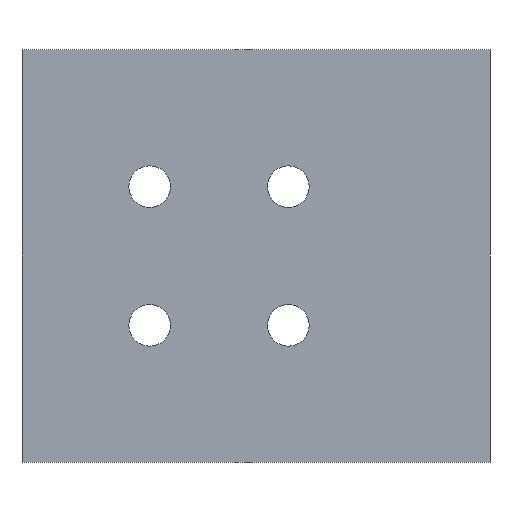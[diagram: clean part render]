
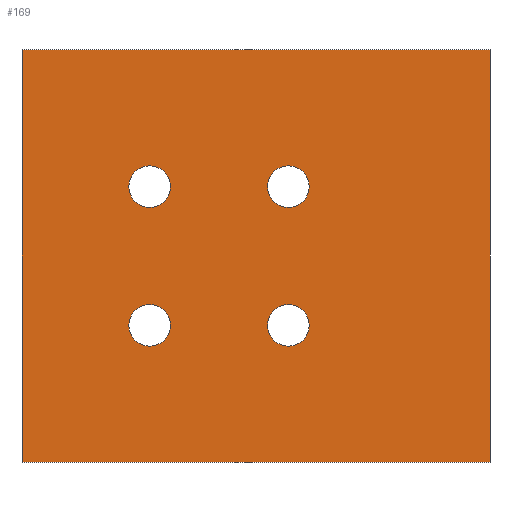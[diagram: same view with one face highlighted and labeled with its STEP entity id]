
A CAD part, front view. The second image highlights one B-rep face of the part: STEP entity #169.
In plain terms, the highlighted planar face has unit normal (0, -1, 0).
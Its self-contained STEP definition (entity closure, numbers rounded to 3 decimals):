
#101 = VERTEX_POINT( '', #267 );
#103 = VERTEX_POINT( '', #269 );
#109 = VERTEX_POINT( '', #275 );
#119 = VERTEX_POINT( '', #285 );
#133 = EDGE_CURVE( '', #119, #101, #301, .T. );
#155 = EDGE_CURVE( '', #189, #109, #324, .T. );
#159 = VERTEX_POINT( '', #328 );
#169 = ADVANCED_FACE( '', ( #341, #342, #343, #344, #345 ), #346, .F. );
#171 = VERTEX_POINT( '', #348 );
#173 = EDGE_CURVE( '', #171, #215, #350, .T. );
#179 = EDGE_CURVE( '', #233, #185, #356, .T. );
#183 = VERTEX_POINT( '', #360 );
#185 = VERTEX_POINT( '', #362 );
#187 = EDGE_CURVE( '', #109, #171, #364, .T. );
#189 = VERTEX_POINT( '', #366 );
#193 = EDGE_CURVE( '', #215, #189, #370, .T. );
#197 = VERTEX_POINT( '', #375 );
#201 = EDGE_CURVE( '', #101, #119, #380, .T. );
#209 = EDGE_CURVE( '', #183, #103, #390, .T. );
#211 = EDGE_CURVE( '', #103, #183, #392, .T. );
#213 = EDGE_CURVE( '', #159, #197, #394, .T. );
#215 = VERTEX_POINT( '', #396 );
#219 = EDGE_CURVE( '', #197, #159, #400, .T. );
#233 = VERTEX_POINT( '', #415 );
#247 = EDGE_CURVE( '', #185, #233, #435, .T. );
#267 = CARTESIAN_POINT( '', ( -13.75, 0., 7.5 ) );
#269 = CARTESIAN_POINT( '', ( 5.75, 0., 7.5 ) );
#275 = CARTESIAN_POINT( '', ( 25.3, 0., 22.3 ) );
#285 = CARTESIAN_POINT( '', ( -9.25, 0., 7.5 ) );
#301 = CIRCLE( '', #488, 2.25 );
#324 = LINE( '', #521, #522 );
#328 = CARTESIAN_POINT( '', ( 5.75, 0., -7.5 ) );
#341 = FACE_OUTER_BOUND( '', #542, .T. );
#342 = FACE_BOUND( '', #543, .T. );
#343 = FACE_BOUND( '', #544, .T. );
#344 = FACE_BOUND( '', #545, .T. );
#345 = FACE_BOUND( '', #546, .T. );
#346 = PLANE( '', #547 );
#348 = CARTESIAN_POINT( '', ( 25.3, 0., -22.3 ) );
#350 = LINE( '', #552, #553 );
#356 = CIRCLE( '', #564, 2.25 );
#360 = CARTESIAN_POINT( '', ( 1.25, 0., 7.5 ) );
#362 = CARTESIAN_POINT( '', ( -9.25, 0., -7.5 ) );
#364 = LINE( '', #573, #574 );
#366 = CARTESIAN_POINT( '', ( -25.3, 0., 22.3 ) );
#370 = LINE( '', #582, #583 );
#375 = CARTESIAN_POINT( '', ( 1.25, 0., -7.5 ) );
#380 = CIRCLE( '', #594, 2.25 );
#390 = CIRCLE( '', #606, 2.25 );
#392 = CIRCLE( '', #609, 2.25 );
#394 = CIRCLE( '', #612, 2.25 );
#396 = CARTESIAN_POINT( '', ( -25.3, 0., -22.3 ) );
#400 = CIRCLE( '', #619, 2.25 );
#415 = CARTESIAN_POINT( '', ( -13.75, 0., -7.5 ) );
#435 = CIRCLE( '', #668, 2.25 );
#488 = AXIS2_PLACEMENT_3D( '', #694, #695, #696 );
#521 = CARTESIAN_POINT( '', ( -25.3, 0., 22.3 ) );
#522 = VECTOR( '', #717, 1. );
#542 = EDGE_LOOP( '', ( #747, #748, #749, #750 ) );
#543 = EDGE_LOOP( '', ( #751, #752 ) );
#544 = EDGE_LOOP( '', ( #753, #754 ) );
#545 = EDGE_LOOP( '', ( #755, #756 ) );
#546 = EDGE_LOOP( '', ( #757, #758 ) );
#547 = AXIS2_PLACEMENT_3D( '', #759, #760, #761 );
#552 = CARTESIAN_POINT( '', ( 25.3, 0., -22.3 ) );
#553 = VECTOR( '', #762, 1. );
#564 = AXIS2_PLACEMENT_3D( '', #765, #766, #767 );
#573 = CARTESIAN_POINT( '', ( 25.3, 0., 22.3 ) );
#574 = VECTOR( '', #768, 1. );
#582 = CARTESIAN_POINT( '', ( -25.3, 0., -22.3 ) );
#583 = VECTOR( '', #772, 1. );
#594 = AXIS2_PLACEMENT_3D( '', #789, #790, #791 );
#606 = AXIS2_PLACEMENT_3D( '', #811, #812, #813 );
#609 = AXIS2_PLACEMENT_3D( '', #814, #815, #816 );
#612 = AXIS2_PLACEMENT_3D( '', #817, #818, #819 );
#619 = AXIS2_PLACEMENT_3D( '', #820, #821, #822 );
#668 = AXIS2_PLACEMENT_3D( '', #864, #865, #866 );
#694 = CARTESIAN_POINT( '', ( -11.5, 0., 7.5 ) );
#695 = DIRECTION( '', ( 0., 1., 0. ) );
#696 = DIRECTION( '', ( 1., 0., 0. ) );
#717 = DIRECTION( '', ( 1., 0., 0. ) );
#747 = ORIENTED_EDGE( '', *, *, #155, .F. );
#748 = ORIENTED_EDGE( '', *, *, #193, .F. );
#749 = ORIENTED_EDGE( '', *, *, #173, .F. );
#750 = ORIENTED_EDGE( '', *, *, #187, .F. );
#751 = ORIENTED_EDGE( '', *, *, #213, .T. );
#752 = ORIENTED_EDGE( '', *, *, #219, .T. );
#753 = ORIENTED_EDGE( '', *, *, #211, .T. );
#754 = ORIENTED_EDGE( '', *, *, #209, .T. );
#755 = ORIENTED_EDGE( '', *, *, #133, .T. );
#756 = ORIENTED_EDGE( '', *, *, #201, .T. );
#757 = ORIENTED_EDGE( '', *, *, #247, .T. );
#758 = ORIENTED_EDGE( '', *, *, #179, .T. );
#759 = CARTESIAN_POINT( '', ( 0., 0., 0. ) );
#760 = DIRECTION( '', ( 0., 1., 0. ) );
#761 = DIRECTION( '', ( 0., 0., 1. ) );
#762 = DIRECTION( '', ( -1., 0., 0. ) );
#765 = CARTESIAN_POINT( '', ( -11.5, 0., -7.5 ) );
#766 = DIRECTION( '', ( 0., 1., 0. ) );
#767 = DIRECTION( '', ( 1., 0., 0. ) );
#768 = DIRECTION( '', ( 0., 0., -1. ) );
#772 = DIRECTION( '', ( 0., 0., 1. ) );
#789 = CARTESIAN_POINT( '', ( -11.5, 0., 7.5 ) );
#790 = DIRECTION( '', ( 0., 1., 0. ) );
#791 = DIRECTION( '', ( 1., 0., 0. ) );
#811 = CARTESIAN_POINT( '', ( 3.5, 0., 7.5 ) );
#812 = DIRECTION( '', ( 0., 1., 0. ) );
#813 = DIRECTION( '', ( 1., 0., 0. ) );
#814 = CARTESIAN_POINT( '', ( 3.5, 0., 7.5 ) );
#815 = DIRECTION( '', ( 0., 1., 0. ) );
#816 = DIRECTION( '', ( 1., 0., 0. ) );
#817 = CARTESIAN_POINT( '', ( 3.5, 0., -7.5 ) );
#818 = DIRECTION( '', ( 0., 1., 0. ) );
#819 = DIRECTION( '', ( 1., 0., 0. ) );
#820 = CARTESIAN_POINT( '', ( 3.5, 0., -7.5 ) );
#821 = DIRECTION( '', ( 0., 1., 0. ) );
#822 = DIRECTION( '', ( 1., 0., 0. ) );
#864 = CARTESIAN_POINT( '', ( -11.5, 0., -7.5 ) );
#865 = DIRECTION( '', ( 0., 1., 0. ) );
#866 = DIRECTION( '', ( 1., 0., 0. ) );
